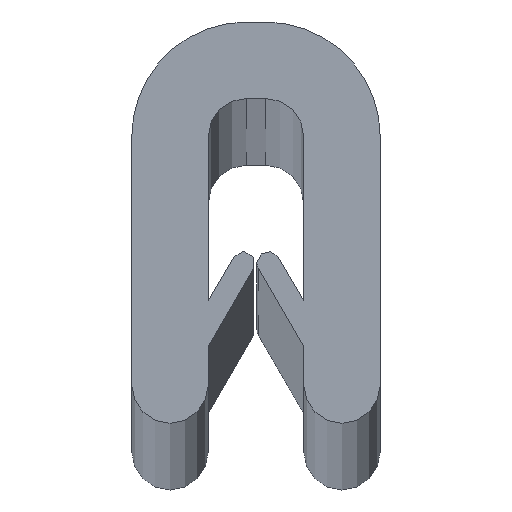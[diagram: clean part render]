
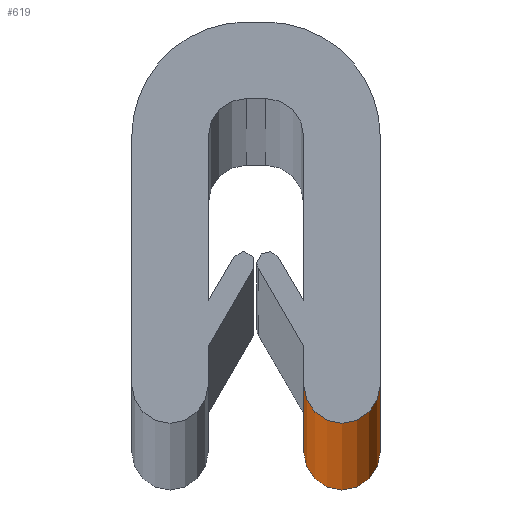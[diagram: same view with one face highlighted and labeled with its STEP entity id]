
A CAD part, top view. The second image highlights one B-rep face of the part: STEP entity #619.
In plain terms, the highlighted cylindrical face has radius 1 mm (diameter 2 mm), a partial arc.
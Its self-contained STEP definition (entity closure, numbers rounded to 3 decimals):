
#85 = CARTESIAN_POINT ( 'NONE',  ( 2.25, -9.5, 500. ) ) ;
#86 = DIRECTION ( 'NONE',  ( 0., 0., 1. ) ) ;
#87 = DIRECTION ( 'NONE',  ( 1., 0., 0. ) ) ;
#135 = CARTESIAN_POINT ( 'NONE',  ( 2.25, -9.5, -500. ) ) ;
#136 = DIRECTION ( 'NONE',  ( 0., 0., 1. ) ) ;
#137 = DIRECTION ( 'NONE',  ( 1., 0., 0. ) ) ;
#254 = ORIENTED_EDGE ( 'NONE', *, *, #653, .T. ) ;
#255 = ORIENTED_EDGE ( 'NONE', *, *, #601, .F. ) ;
#259 = CARTESIAN_POINT ( 'NONE',  ( 1.25, -9.5, -500. ) ) ;
#271 = CARTESIAN_POINT ( 'NONE',  ( 3.25, -9.5, 500. ) ) ;
#279 = CARTESIAN_POINT ( 'NONE',  ( 1.25, -9.5, 500. ) ) ;
#289 = CARTESIAN_POINT ( 'NONE',  ( 3.25, -9.5, -500. ) ) ;
#345 = LINE ( 'NONE', #346, #551 ) ;
#346 = CARTESIAN_POINT ( 'NONE',  ( 3.25, -9.5, 500. ) ) ;
#347 = DIRECTION ( 'NONE',  ( 0., 0., -1. ) ) ;
#360 = LINE ( 'NONE', #361, #539 ) ;
#361 = CARTESIAN_POINT ( 'NONE',  ( 1.25, -9.5, 500. ) ) ;
#362 = DIRECTION ( 'NONE',  ( 0., 0., -1. ) ) ;
#376 = CARTESIAN_POINT ( 'NONE',  ( 2.25, -9.5, 500. ) ) ;
#380 = DIRECTION ( 'NONE',  ( 0., 0., -1. ) ) ;
#381 = DIRECTION ( 'NONE',  ( -1., 0., 0. ) ) ;
#417 = VERTEX_POINT ( 'NONE', #259 ) ;
#429 = VERTEX_POINT ( 'NONE', #271 ) ;
#437 = VERTEX_POINT ( 'NONE', #279 ) ;
#447 = VERTEX_POINT ( 'NONE', #289 ) ;
#462 = ORIENTED_EDGE ( 'NONE', *, *, #628, .F. ) ;
#466 = ORIENTED_EDGE ( 'NONE', *, *, #610, .T. ) ;
#516 = AXIS2_PLACEMENT_3D ( 'NONE', #85, #86, #87 ) ;
#521 = AXIS2_PLACEMENT_3D ( 'NONE', #135, #136, #137 ) ;
#539 = VECTOR ( 'NONE', #362, 1000. ) ;
#544 = FACE_OUTER_BOUND ( 'NONE', #777, .T. ) ;
#546 = CYLINDRICAL_SURFACE ( 'NONE', #555, 1. ) ;
#551 = VECTOR ( 'NONE', #347, 1000. ) ;
#555 = AXIS2_PLACEMENT_3D ( 'NONE', #376, #380, #381 ) ;
#596 = CIRCLE ( 'NONE', #521, 1. ) ;
#601 = EDGE_CURVE ( 'NONE', #429, #447, #345, .T. ) ;
#610 = EDGE_CURVE ( 'NONE', #437, #417, #360, .T. ) ;
#619 = ADVANCED_FACE ( 'NONE', ( #544 ), #546, .T. ) ;
#628 = EDGE_CURVE ( 'NONE', #437, #429, #650, .T. ) ;
#650 = CIRCLE ( 'NONE', #516, 1. ) ;
#653 = EDGE_CURVE ( 'NONE', #417, #447, #596, .T. ) ;
#777 = EDGE_LOOP ( 'NONE', ( #254, #255, #462, #466 ) ) ;
